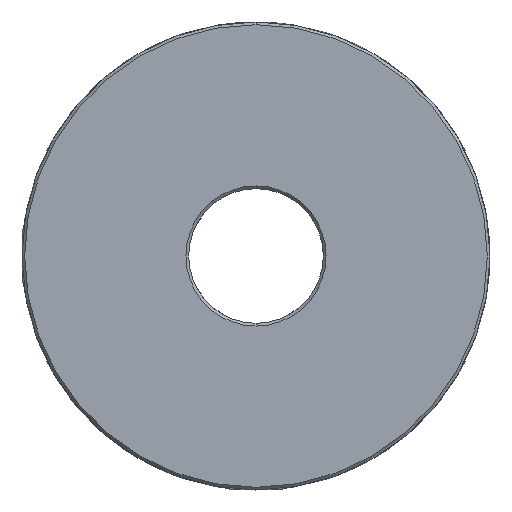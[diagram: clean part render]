
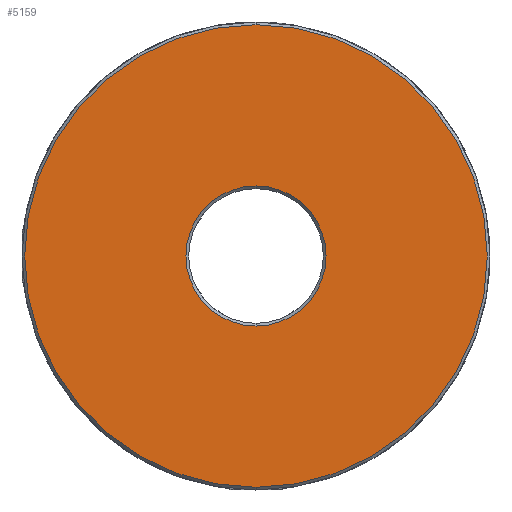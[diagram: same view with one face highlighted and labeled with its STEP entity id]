
A CAD part, left-side view. The second image highlights one B-rep face of the part: STEP entity #5159.
In plain terms, the highlighted planar face has unit normal (-1, 0, 0).
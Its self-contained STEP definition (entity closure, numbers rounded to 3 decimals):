
#681 = CARTESIAN_POINT ( 'NONE',  ( -45., 0., 0. ) ) ;
#682 = PLANE ( 'NONE',  #9988 ) ;
#684 = DIRECTION ( 'NONE',  ( -1., 0., 0. ) ) ;
#685 = DIRECTION ( 'NONE',  ( 0., 0., -1. ) ) ;
#3816 = EDGE_CURVE ( 'NONE', #4346, #4347, #7085, .T. ) ;
#3844 = EDGE_CURVE ( 'NONE', #4348, #4349, #7127, .T. ) ;
#3900 = EDGE_CURVE ( 'NONE', #4349, #4348, #8160, .T. ) ;
#3902 = EDGE_CURVE ( 'NONE', #4347, #4346, #8163, .T. ) ;
#4346 = VERTEX_POINT ( 'NONE', #10655 ) ;
#4347 = VERTEX_POINT ( 'NONE', #10656 ) ;
#4348 = VERTEX_POINT ( 'NONE', #10657 ) ;
#4349 = VERTEX_POINT ( 'NONE', #10658 ) ;
#5159 = ADVANCED_FACE ( 'NONE', ( #10913, #10916 ), #682, .T. ) ;
#5707 = EDGE_LOOP ( 'NONE', ( #5791, #5792 ) ) ;
#5710 = EDGE_LOOP ( 'NONE', ( #5793, #5794 ) ) ;
#5791 = ORIENTED_EDGE ( 'NONE', *, *, #3844, .F. ) ;
#5792 = ORIENTED_EDGE ( 'NONE', *, *, #3900, .F. ) ;
#5793 = ORIENTED_EDGE ( 'NONE', *, *, #3902, .F. ) ;
#5794 = ORIENTED_EDGE ( 'NONE', *, *, #3816, .F. ) ;
#7085 = CIRCLE ( 'NONE', #7256, 9.881 ) ;
#7127 = CIRCLE ( 'NONE', #7270, 32.619 ) ;
#7256 = AXIS2_PLACEMENT_3D ( 'NONE', #7823, #7824, #7825 ) ;
#7270 = AXIS2_PLACEMENT_3D ( 'NONE', #7896, #7898, #7899 ) ;
#7301 = AXIS2_PLACEMENT_3D ( 'NONE', #8743, #8744, #8745 ) ;
#7302 = AXIS2_PLACEMENT_3D ( 'NONE', #8749, #8750, #8751 ) ;
#7823 = CARTESIAN_POINT ( 'NONE',  ( -45., 0., 0. ) ) ;
#7824 = DIRECTION ( 'NONE',  ( -1., 0., 0. ) ) ;
#7825 = DIRECTION ( 'NONE',  ( 0., 0., -1. ) ) ;
#7896 = CARTESIAN_POINT ( 'NONE',  ( -45., 0., 0. ) ) ;
#7898 = DIRECTION ( 'NONE',  ( 1., 0., 0. ) ) ;
#7899 = DIRECTION ( 'NONE',  ( 0., 0., -1. ) ) ;
#8160 = CIRCLE ( 'NONE', #7301, 32.619 ) ;
#8163 = CIRCLE ( 'NONE', #7302, 9.881 ) ;
#8743 = CARTESIAN_POINT ( 'NONE',  ( -45., 0., 0. ) ) ;
#8744 = DIRECTION ( 'NONE',  ( 1., 0., 0. ) ) ;
#8745 = DIRECTION ( 'NONE',  ( 0., 0., -1. ) ) ;
#8749 = CARTESIAN_POINT ( 'NONE',  ( -45., 0., 0. ) ) ;
#8750 = DIRECTION ( 'NONE',  ( -1., 0., 0. ) ) ;
#8751 = DIRECTION ( 'NONE',  ( 0., 0., -1. ) ) ;
#9988 = AXIS2_PLACEMENT_3D ( 'NONE', #681, #684, #685 ) ;
#10655 = CARTESIAN_POINT ( 'NONE',  ( -45., 0., 9.881 ) ) ;
#10656 = CARTESIAN_POINT ( 'NONE',  ( -45., 0., -9.881 ) ) ;
#10657 = CARTESIAN_POINT ( 'NONE',  ( -45., 0., 32.619 ) ) ;
#10658 = CARTESIAN_POINT ( 'NONE',  ( -45., 0., -32.619 ) ) ;
#10913 = FACE_OUTER_BOUND ( 'NONE', #5707, .T. ) ;
#10916 = FACE_BOUND ( 'NONE', #5710, .T. ) ;
